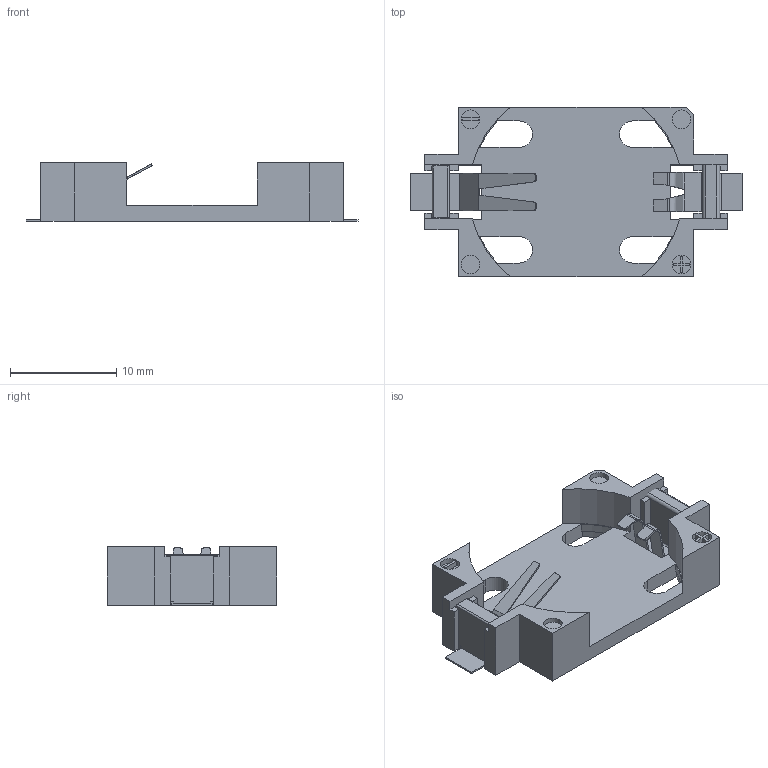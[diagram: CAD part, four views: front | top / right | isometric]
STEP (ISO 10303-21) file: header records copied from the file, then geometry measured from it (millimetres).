
FILE_DESCRIPTION (( 'STEP AP214' ), '1' );
FILE_NAME ('CR2032-BS-6-1.STEP', '2021-06-19T06:19:54', ( '' ), ( '' ), 'SwSTEP 2.0', 'SolidWorks 2018', '' );
FILE_SCHEMA (( 'AUTOMOTIVE_DESIGN' ));
Length unit declared in the file: millimetre
Products named in the file (3): CR2032 Pins; CR2032 Base; CR2032-BS-6-1
Assembly tree (2 placements, depth 2):
  CR2032-BS-6-1
    CR2032 Base
    CR2032 Pins
Bounding box: 31.3 x 16 x 5.5 mm (x, y, z)
Volume: 838.7 mm3; surface area: 1786.7 mm2
Topology: 3 solids, 3 shells, 254 faces, 706 edges, 466 vertices
Faces by surface type: plane 176, cylinder 78
Entity records: 10974 total; most frequent: CARTESIAN_POINT 1503, ORIENTED_EDGE 1412, DIRECTION 1332, EDGE_CURVE 706, VECTOR 550, LINE 550, VERTEX_POINT 466, AXIS2_PLACEMENT_3D 391
